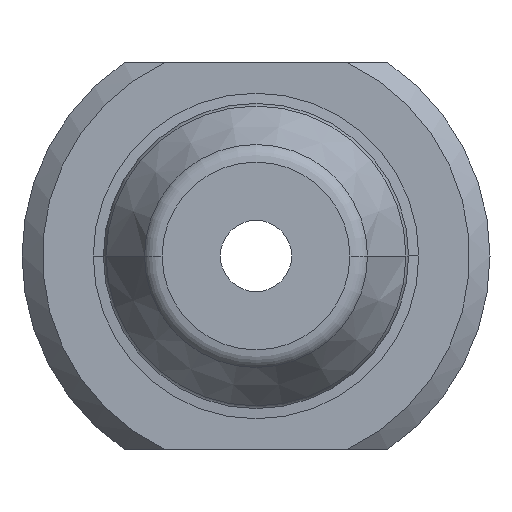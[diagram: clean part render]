
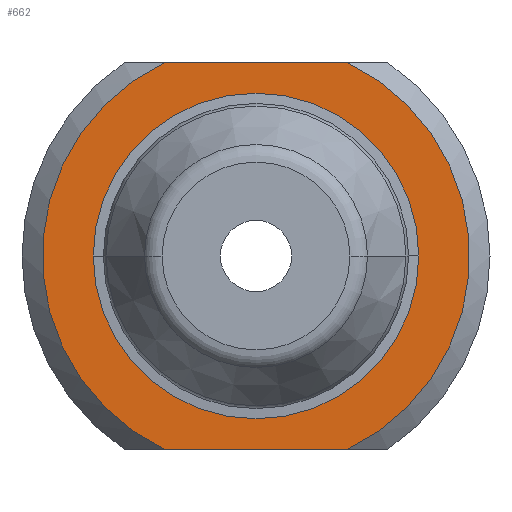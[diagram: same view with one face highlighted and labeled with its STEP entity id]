
A CAD part, left-side view. The second image highlights one B-rep face of the part: STEP entity #662.
In plain terms, the highlighted planar face has unit normal (-1, 0, 0).
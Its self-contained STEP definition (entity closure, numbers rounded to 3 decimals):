
#27=CARTESIAN_POINT('',(-6.,0.,0.));
#28=DIRECTION('',(-1.,0.,0.));
#29=DIRECTION('',(0.,0.426,0.905));
#30=AXIS2_PLACEMENT_3D('',#27,#28,#29);
#63=CARTESIAN_POINT('',(-6.,0.,0.));
#64=DIRECTION('',(-1.,0.,0.));
#65=DIRECTION('',(0.,-0.426,-0.905));
#66=AXIS2_PLACEMENT_3D('',#63,#64,#65);
#75=CARTESIAN_POINT('',(-6.,0.,0.));
#76=DIRECTION('',(1.,0.,0.));
#77=DIRECTION('',(0.,1.,0.));
#78=AXIS2_PLACEMENT_3D('',#75,#76,#77);
#80=CARTESIAN_POINT('',(-6.,0.,0.));
#81=DIRECTION('',(1.,0.,0.));
#82=DIRECTION('',(0.,-1.,0.));
#83=AXIS2_PLACEMENT_3D('',#80,#81,#82);
#85=DIRECTION('',(0.,-1.,0.));
#86=VECTOR('',#85,8.944);
#87=CARTESIAN_POINT('',(-6.,4.472,9.5));
#88=LINE('',#87,#86);
#89=DIRECTION('',(0.,-1.,0.));
#90=VECTOR('',#89,8.944);
#91=CARTESIAN_POINT('',(-6.,4.472,-9.5));
#92=LINE('',#91,#90);
#549=CARTESIAN_POINT('',(-6.,8.,0.));
#550=CARTESIAN_POINT('',(-6.,-8.,0.));
#551=VERTEX_POINT('',#549);
#552=VERTEX_POINT('',#550);
#557=CARTESIAN_POINT('',(-6.,4.472,9.5));
#558=CARTESIAN_POINT('',(-6.,-4.472,9.5));
#559=VERTEX_POINT('',#557);
#560=VERTEX_POINT('',#558);
#561=CARTESIAN_POINT('',(-6.,4.472,-9.5));
#562=CARTESIAN_POINT('',(-6.,-4.472,-9.5));
#563=VERTEX_POINT('',#561);
#564=VERTEX_POINT('',#562);
#643=CARTESIAN_POINT('',(-6.,0.,0.));
#644=DIRECTION('',(1.,0.,0.));
#645=DIRECTION('',(0.,-1.,0.));
#646=AXIS2_PLACEMENT_3D('',#643,#644,#645);
#647=PLANE('',#646);
#649=ORIENTED_EDGE('',*,*,#648,.T.);
#650=ORIENTED_EDGE('',*,*,#636,.F.);
#652=ORIENTED_EDGE('',*,*,#651,.F.);
#653=ORIENTED_EDGE('',*,*,#618,.F.);
#654=EDGE_LOOP('',(#649,#650,#652,#653));
#655=FACE_OUTER_BOUND('',#654,.F.);
#657=ORIENTED_EDGE('',*,*,#656,.F.);
#659=ORIENTED_EDGE('',*,*,#658,.F.);
#660=EDGE_LOOP('',(#657,#659));
#661=FACE_BOUND('',#660,.F.);
#662=ADVANCED_FACE('',(#655,#661),#647,.F.);
#31=CIRCLE('',#30,10.5);
#67=CIRCLE('',#66,10.5);
#79=CIRCLE('',#78,8.);
#84=CIRCLE('',#83,8.);
#618=EDGE_CURVE('',#559,#563,#31,.T.);
#636=EDGE_CURVE('',#564,#560,#67,.T.);
#648=EDGE_CURVE('',#559,#560,#88,.T.);
#651=EDGE_CURVE('',#563,#564,#92,.T.);
#656=EDGE_CURVE('',#551,#552,#79,.T.);
#658=EDGE_CURVE('',#552,#551,#84,.T.);
